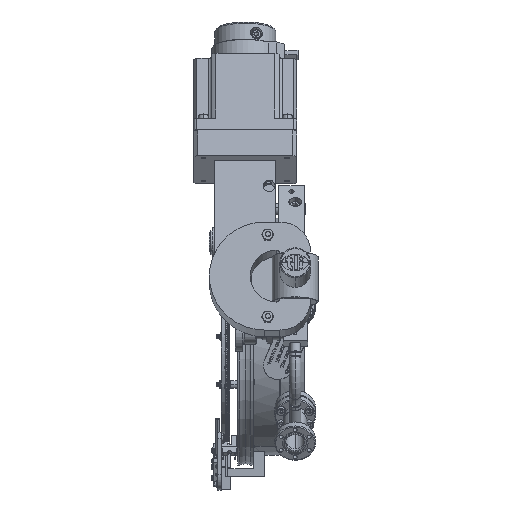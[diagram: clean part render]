
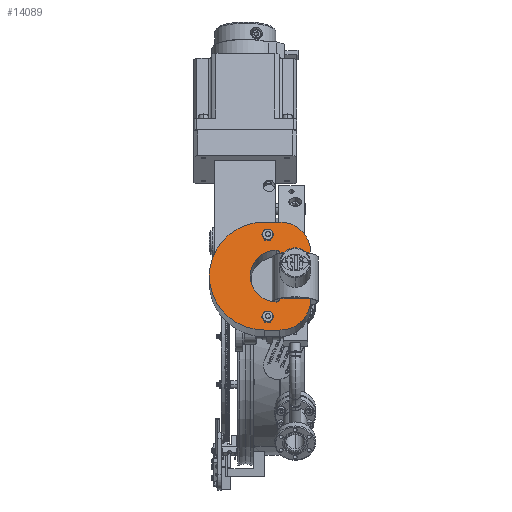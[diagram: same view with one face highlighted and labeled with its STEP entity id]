
A CAD part, left-side view. The second image highlights one B-rep face of the part: STEP entity #14089.
In plain terms, the highlighted planar face has unit normal (-0.976, 0, 0.216).
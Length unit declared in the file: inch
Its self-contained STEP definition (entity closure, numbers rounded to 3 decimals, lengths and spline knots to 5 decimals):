
#585 = EDGE_CURVE ( 'NONE', #7794, #7797, #52054, .T. ) ;
#597 = EDGE_CURVE ( 'NONE', #7808, #7811, #52052, .T. ) ;
#605 = EDGE_CURVE ( 'NONE', #7821, #7808, #52088, .T. ) ;
#611 = EDGE_CURVE ( 'NONE', #7829, #7821, #52086, .T. ) ;
#616 = EDGE_CURVE ( 'NONE', #7836, #7829, #52108, .T. ) ;
#624 = EDGE_CURVE ( 'NONE', #7842, #7836, #52105, .T. ) ;
#630 = EDGE_CURVE ( 'NONE', #7850, #7842, #52128, .T. ) ;
#635 = EDGE_CURVE ( 'NONE', #7857, #7850, #52133, .T. ) ;
#645 = EDGE_CURVE ( 'NONE', #7888, #7857, #52123, .T. ) ;
#652 = EDGE_CURVE ( 'NONE', #7811, #7794, #52159, .T. ) ;
#656 = EDGE_CURVE ( 'NONE', #7884, #7888, #52173, .T. ) ;
#660 = EDGE_CURVE ( 'NONE', #7895, #7892, #52179, .T. ) ;
#662 = EDGE_CURVE ( 'NONE', #7892, #7895, #52182, .T. ) ;
#664 = EDGE_CURVE ( 'NONE', #7797, #7884, #52186, .T. ) ;
#665 = EDGE_CURVE ( 'NONE', #7899, #7902, #52189, .T. ) ;
#668 = EDGE_CURVE ( 'NONE', #7902, #7899, #52194, .T. ) ;
#7794 = VERTEX_POINT ( 'NONE', #113520 ) ;
#7797 = VERTEX_POINT ( 'NONE', #113521 ) ;
#7808 = VERTEX_POINT ( 'NONE', #113517 ) ;
#7811 = VERTEX_POINT ( 'NONE', #113525 ) ;
#7821 = VERTEX_POINT ( 'NONE', #113529 ) ;
#7829 = VERTEX_POINT ( 'NONE', #113523 ) ;
#7836 = VERTEX_POINT ( 'NONE', #113536 ) ;
#7842 = VERTEX_POINT ( 'NONE', #113540 ) ;
#7850 = VERTEX_POINT ( 'NONE', #113531 ) ;
#7857 = VERTEX_POINT ( 'NONE', #113545 ) ;
#7884 = VERTEX_POINT ( 'NONE', #113554 ) ;
#7888 = VERTEX_POINT ( 'NONE', #113543 ) ;
#7892 = VERTEX_POINT ( 'NONE', #113548 ) ;
#7895 = VERTEX_POINT ( 'NONE', #113557 ) ;
#7899 = VERTEX_POINT ( 'NONE', #113558 ) ;
#7902 = VERTEX_POINT ( 'NONE', #113559 ) ;
#12522 = AXIS2_PLACEMENT_3D ( 'NONE', #117481, #117490, #117491 ) ;
#14089 = ADVANCED_FACE ( 'NONE', ( #103729, #103737, #103739 ), #117469, .T. ) ;
#24397 = EDGE_LOOP ( 'NONE', ( #94017, #94018 ) ) ;
#24409 = EDGE_LOOP ( 'NONE', ( #93997, #93999 ) ) ;
#24414 = EDGE_LOOP ( 'NONE', ( #94001, #94003, #94005, #94007, #94008, #94009, #94010, #94011, #94012, #94014, #94015, #94016 ) ) ;
#52052 = LINE ( 'NONE', #107928, #52071 ) ;
#52054 = CIRCLE ( 'NONE', #75757, 0.125 ) ;
#52071 = VECTOR ( 'NONE', #107932, 39.37008 ) ;
#52080 = VECTOR ( 'NONE', #107948, 39.37008 ) ;
#52086 = LINE ( 'NONE', #107947, #52080 ) ;
#52088 = CIRCLE ( 'NONE', #75771, 1. ) ;
#52102 = VECTOR ( 'NONE', #107962, 39.37008 ) ;
#52105 = LINE ( 'NONE', #107961, #52102 ) ;
#52108 = CIRCLE ( 'NONE', #75775, 1.81 ) ;
#52123 = LINE ( 'NONE', #107987, #52146 ) ;
#52128 = CIRCLE ( 'NONE', #75782, 1. ) ;
#52133 = LINE ( 'NONE', #107974, #52136 ) ;
#52136 = VECTOR ( 'NONE', #107975, 39.37008 ) ;
#52146 = VECTOR ( 'NONE', #107988, 39.37008 ) ;
#52159 = LINE ( 'NONE', #107982, #52163 ) ;
#52163 = VECTOR ( 'NONE', #107997, 39.37008 ) ;
#52173 = CIRCLE ( 'NONE', #75801, 0.125 ) ;
#52179 = CIRCLE ( 'NONE', #75805, 0.0935 ) ;
#52182 = CIRCLE ( 'NONE', #75792, 0.0935 ) ;
#52186 = CIRCLE ( 'NONE', #75808, 0.87 ) ;
#52189 = CIRCLE ( 'NONE', #75812, 0.0935 ) ;
#52194 = CIRCLE ( 'NONE', #75798, 0.0935 ) ;
#75757 = AXIS2_PLACEMENT_3D ( 'NONE', #107915, #107917, #107918 ) ;
#75771 = AXIS2_PLACEMENT_3D ( 'NONE', #107929, #107939, #107940 ) ;
#75775 = AXIS2_PLACEMENT_3D ( 'NONE', #107951, #107953, #107954 ) ;
#75782 = AXIS2_PLACEMENT_3D ( 'NONE', #107966, #107968, #107969 ) ;
#75792 = AXIS2_PLACEMENT_3D ( 'NONE', #108009, #108011, #108012 ) ;
#75798 = AXIS2_PLACEMENT_3D ( 'NONE', #108018, #108019, #108020 ) ;
#75801 = AXIS2_PLACEMENT_3D ( 'NONE', #108001, #108002, #108003 ) ;
#75805 = AXIS2_PLACEMENT_3D ( 'NONE', #107998, #108007, #108008 ) ;
#75808 = AXIS2_PLACEMENT_3D ( 'NONE', #108006, #108013, #108014 ) ;
#75812 = AXIS2_PLACEMENT_3D ( 'NONE', #108010, #108016, #108017 ) ;
#93997 = ORIENTED_EDGE ( 'NONE', *, *, #662, .T. ) ;
#93999 = ORIENTED_EDGE ( 'NONE', *, *, #660, .T. ) ;
#94001 = ORIENTED_EDGE ( 'NONE', *, *, #656, .F. ) ;
#94003 = ORIENTED_EDGE ( 'NONE', *, *, #664, .F. ) ;
#94005 = ORIENTED_EDGE ( 'NONE', *, *, #585, .F. ) ;
#94007 = ORIENTED_EDGE ( 'NONE', *, *, #652, .F. ) ;
#94008 = ORIENTED_EDGE ( 'NONE', *, *, #597, .F. ) ;
#94009 = ORIENTED_EDGE ( 'NONE', *, *, #605, .F. ) ;
#94010 = ORIENTED_EDGE ( 'NONE', *, *, #611, .F. ) ;
#94011 = ORIENTED_EDGE ( 'NONE', *, *, #616, .F. ) ;
#94012 = ORIENTED_EDGE ( 'NONE', *, *, #624, .F. ) ;
#94014 = ORIENTED_EDGE ( 'NONE', *, *, #630, .F. ) ;
#94015 = ORIENTED_EDGE ( 'NONE', *, *, #635, .F. ) ;
#94016 = ORIENTED_EDGE ( 'NONE', *, *, #645, .F. ) ;
#94017 = ORIENTED_EDGE ( 'NONE', *, *, #665, .T. ) ;
#94018 = ORIENTED_EDGE ( 'NONE', *, *, #668, .T. ) ;
#103729 = FACE_BOUND ( 'NONE', #24409, .T. ) ;
#103737 = FACE_OUTER_BOUND ( 'NONE', #24414, .T. ) ;
#103739 = FACE_BOUND ( 'NONE', #24397, .T. ) ;
#107915 = CARTESIAN_POINT ( 'NONE',  ( -8.78171, 0.14405, 2.70955 ) ) ;
#107917 = DIRECTION ( 'NONE',  ( -0.976, 0., 0.216 ) ) ;
#107918 = DIRECTION ( 'NONE',  ( 0., -1., 0. ) ) ;
#107928 = CARTESIAN_POINT ( 'NONE',  ( -8.76756, -0.98, 2.77339 ) ) ;
#107929 = CARTESIAN_POINT ( 'NONE',  ( -8.76756, 0.02, 2.77339 ) ) ;
#107932 = DIRECTION ( 'NONE',  ( -0.216, 0., -0.976 ) ) ;
#107939 = DIRECTION ( 'NONE',  ( 0.976, 0., -0.216 ) ) ;
#107940 = DIRECTION ( 'NONE',  ( 0., 1., 0. ) ) ;
#107947 = CARTESIAN_POINT ( 'NONE',  ( -8.55112, 0.52, 3.74968 ) ) ;
#107948 = DIRECTION ( 'NONE',  ( 0., -1., 0. ) ) ;
#107951 = CARTESIAN_POINT ( 'NONE',  ( -8.94287, 0.52, 1.98259 ) ) ;
#107953 = DIRECTION ( 'NONE',  ( 0.976, 0., -0.216 ) ) ;
#107954 = DIRECTION ( 'NONE',  ( 0., 1., 0. ) ) ;
#107961 = CARTESIAN_POINT ( 'NONE',  ( -9.33463, 0.02, 0.21549 ) ) ;
#107962 = DIRECTION ( 'NONE',  ( 0., 1., 0. ) ) ;
#107966 = CARTESIAN_POINT ( 'NONE',  ( -9.11819, 0.02, 1.19179 ) ) ;
#107968 = DIRECTION ( 'NONE',  ( 0.976, 0., -0.216 ) ) ;
#107969 = DIRECTION ( 'NONE',  ( 0., 1., 0. ) ) ;
#107974 = CARTESIAN_POINT ( 'NONE',  ( -9.10737, -0.98, 1.2406 ) ) ;
#107975 = DIRECTION ( 'NONE',  ( -0.216, 0., -0.976 ) ) ;
#107982 = CARTESIAN_POINT ( 'NONE',  ( -8.77838, -0.98, 2.72457 ) ) ;
#107987 = CARTESIAN_POINT ( 'NONE',  ( -9.10737, 0.02, 1.2406 ) ) ;
#107988 = DIRECTION ( 'NONE',  ( 0., -1., 0. ) ) ;
#107997 = DIRECTION ( 'NONE',  ( 0., 1., 0. ) ) ;
#107998 = CARTESIAN_POINT ( 'NONE',  ( -9.24048, 0.42, 0.64018 ) ) ;
#108001 = CARTESIAN_POINT ( 'NONE',  ( -9.10403, 0.14405, 1.25563 ) ) ;
#108002 = DIRECTION ( 'NONE',  ( -0.976, 0., 0.216 ) ) ;
#108003 = DIRECTION ( 'NONE',  ( 0., -1., 0. ) ) ;
#108006 = CARTESIAN_POINT ( 'NONE',  ( -8.94287, 0.12, 1.98259 ) ) ;
#108007 = DIRECTION ( 'NONE',  ( 0.976, 0., -0.216 ) ) ;
#108008 = DIRECTION ( 'NONE',  ( 0., 1., 0. ) ) ;
#108009 = CARTESIAN_POINT ( 'NONE',  ( -9.24048, 0.42, 0.64018 ) ) ;
#108010 = CARTESIAN_POINT ( 'NONE',  ( -8.64527, 0.42, 3.32499 ) ) ;
#108011 = DIRECTION ( 'NONE',  ( 0.976, 0., -0.216 ) ) ;
#108012 = DIRECTION ( 'NONE',  ( 0., 1., 0. ) ) ;
#108013 = DIRECTION ( 'NONE',  ( -0.976, 0., 0.216 ) ) ;
#108014 = DIRECTION ( 'NONE',  ( 0., -1., 0. ) ) ;
#108016 = DIRECTION ( 'NONE',  ( 0.976, 0., -0.216 ) ) ;
#108017 = DIRECTION ( 'NONE',  ( 0., 1., 0. ) ) ;
#108018 = CARTESIAN_POINT ( 'NONE',  ( -8.64527, 0.42, 3.32499 ) ) ;
#108019 = DIRECTION ( 'NONE',  ( 0.976, 0., -0.216 ) ) ;
#108020 = DIRECTION ( 'NONE',  ( 0., 1., 0. ) ) ;
#113517 = CARTESIAN_POINT ( 'NONE',  ( -8.76756, -0.98, 2.77339 ) ) ;
#113520 = CARTESIAN_POINT ( 'NONE',  ( -8.77838, 0.02, 2.72457 ) ) ;
#113521 = CARTESIAN_POINT ( 'NONE',  ( -8.75467, 0.14808, 2.83152 ) ) ;
#113523 = CARTESIAN_POINT ( 'NONE',  ( -8.55112, 0.52, 3.74968 ) ) ;
#113525 = CARTESIAN_POINT ( 'NONE',  ( -8.77838, -0.98, 2.72457 ) ) ;
#113529 = CARTESIAN_POINT ( 'NONE',  ( -8.55112, 0.02, 3.74968 ) ) ;
#113531 = CARTESIAN_POINT ( 'NONE',  ( -9.11819, -0.98, 1.19179 ) ) ;
#113536 = CARTESIAN_POINT ( 'NONE',  ( -9.33463, 0.52, 0.21549 ) ) ;
#113540 = CARTESIAN_POINT ( 'NONE',  ( -9.33463, 0.02, 0.21549 ) ) ;
#113543 = CARTESIAN_POINT ( 'NONE',  ( -9.10737, 0.02, 1.2406 ) ) ;
#113545 = CARTESIAN_POINT ( 'NONE',  ( -9.10737, -0.98, 1.2406 ) ) ;
#113548 = CARTESIAN_POINT ( 'NONE',  ( -9.24048, 0.5135, 0.64018 ) ) ;
#113554 = CARTESIAN_POINT ( 'NONE',  ( -9.13108, 0.14808, 1.13365 ) ) ;
#113557 = CARTESIAN_POINT ( 'NONE',  ( -9.24048, 0.3265, 0.64018 ) ) ;
#113558 = CARTESIAN_POINT ( 'NONE',  ( -8.64527, 0.5135, 3.32499 ) ) ;
#113559 = CARTESIAN_POINT ( 'NONE',  ( -8.64527, 0.3265, 3.32499 ) ) ;
#117469 = PLANE ( 'NONE',  #12522 ) ;
#117481 = CARTESIAN_POINT ( 'NONE',  ( -9.10403, 0.14405, 1.25563 ) ) ;
#117490 = DIRECTION ( 'NONE',  ( -0.976, 0., 0.216 ) ) ;
#117491 = DIRECTION ( 'NONE',  ( 0., -1., 0. ) ) ;
